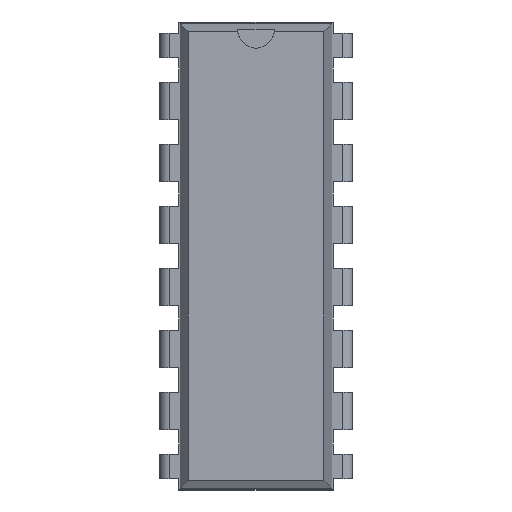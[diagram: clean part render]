
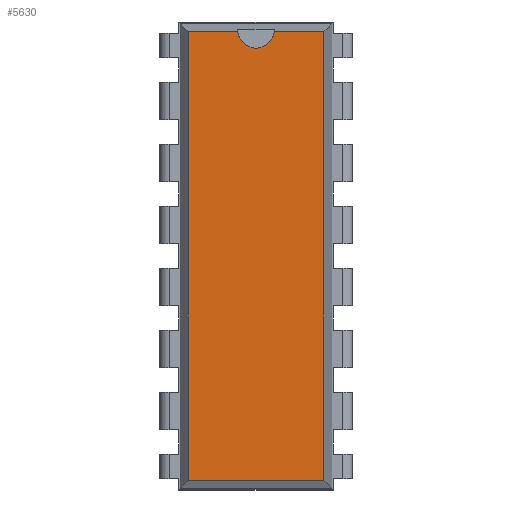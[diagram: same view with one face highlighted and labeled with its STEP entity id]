
A CAD part, top view. The second image highlights one B-rep face of the part: STEP entity #5630.
In plain terms, the highlighted planar face has unit normal (0, 0, 1).
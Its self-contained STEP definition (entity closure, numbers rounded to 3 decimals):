
#113=CIRCLE('',#5995,0.75);
#324=FACE_OUTER_BOUND('',#608,.T.);
#608=EDGE_LOOP('',(#4585,#4586,#4587,#4588,#4589,#4590));
#1040=LINE('',#8317,#1742);
#1179=LINE('',#8595,#1881);
#1181=LINE('',#8602,#1883);
#1191=LINE('',#8614,#1893);
#1328=LINE('',#8888,#2030);
#1742=VECTOR('',#6778,1.);
#1881=VECTOR('',#7015,1.);
#1883=VECTOR('',#7021,1.);
#1893=VECTOR('',#7033,1.);
#2030=VECTOR('',#7268,1.);
#2391=VERTEX_POINT('',#8314);
#2392=VERTEX_POINT('',#8316);
#2481=VERTEX_POINT('',#8592);
#2482=VERTEX_POINT('',#8594);
#2485=VERTEX_POINT('',#8600);
#2486=VERTEX_POINT('',#8612);
#2996=EDGE_CURVE('',#2392,#2391,#1040,.T.);
#3135=EDGE_CURVE('',#2482,#2481,#1179,.T.);
#3139=EDGE_CURVE('',#2391,#2485,#1181,.T.);
#3149=EDGE_CURVE('',#2481,#2486,#1191,.T.);
#3286=EDGE_CURVE('',#2486,#2392,#1328,.T.);
#3287=EDGE_CURVE('',#2485,#2482,#113,.T.);
#4585=ORIENTED_EDGE('',*,*,#2996,.T.);
#4586=ORIENTED_EDGE('',*,*,#3139,.T.);
#4587=ORIENTED_EDGE('',*,*,#3287,.T.);
#4588=ORIENTED_EDGE('',*,*,#3135,.T.);
#4589=ORIENTED_EDGE('',*,*,#3149,.T.);
#4590=ORIENTED_EDGE('',*,*,#3286,.T.);
#5062=PLANE('',#5994);
#5630=ADVANCED_FACE('',(#324),#5062,.F.);
#5994=AXIS2_PLACEMENT_3D('',#8889,#7269,#7270);
#5995=AXIS2_PLACEMENT_3D('',#8890,#7271,#7272);
#6778=DIRECTION('',(0.,1.,0.));
#7015=DIRECTION('',(-1.,0.,0.));
#7021=DIRECTION('',(-1.,0.,0.));
#7033=DIRECTION('',(0.,-1.,0.));
#7268=DIRECTION('',(1.,0.,0.));
#7269=DIRECTION('center_axis',(0.,0.,-1.));
#7270=DIRECTION('ref_axis',(-0.289,0.957,0.));
#7271=DIRECTION('center_axis',(0.,0.,-1.));
#7272=DIRECTION('ref_axis',(0.,-1.,0.));
#8314=CARTESIAN_POINT('',(2.776,9.19,3.68));
#8316=CARTESIAN_POINT('',(2.776,-9.19,3.68));
#8317=CARTESIAN_POINT('',(2.776,-9.19,3.68));
#8592=CARTESIAN_POINT('',(-2.776,9.19,3.68));
#8594=CARTESIAN_POINT('',(-0.746,9.19,3.68));
#8595=CARTESIAN_POINT('',(2.776,9.19,3.68));
#8600=CARTESIAN_POINT('',(0.746,9.19,3.68));
#8602=CARTESIAN_POINT('',(2.776,9.19,3.68));
#8612=CARTESIAN_POINT('',(-2.776,-9.19,3.68));
#8614=CARTESIAN_POINT('',(-2.776,9.19,3.68));
#8888=CARTESIAN_POINT('',(-2.776,-9.19,3.68));
#8889=CARTESIAN_POINT('Origin',(2.776,-9.19,3.68));
#8890=CARTESIAN_POINT('Origin',(0.,9.265,3.68));
